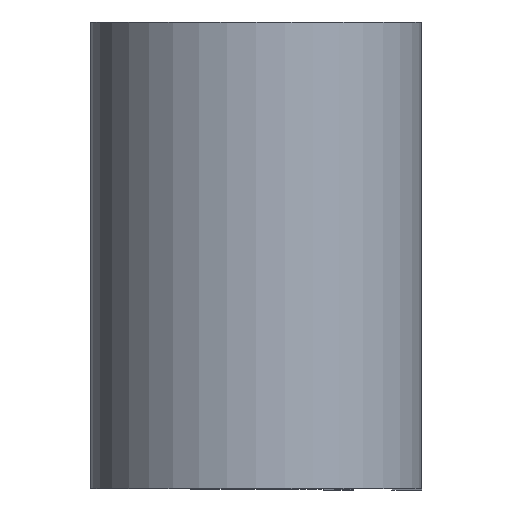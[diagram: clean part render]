
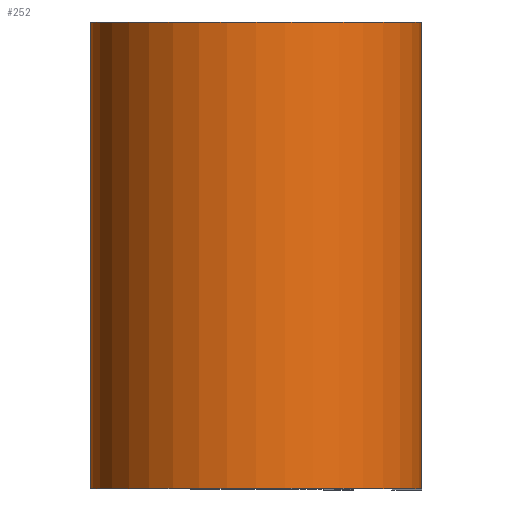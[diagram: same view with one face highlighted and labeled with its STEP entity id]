
A CAD part, top view. The second image highlights one B-rep face of the part: STEP entity #252.
In plain terms, the highlighted cylindrical face has radius 6.769 mm (diameter 13.538 mm), a partial arc.
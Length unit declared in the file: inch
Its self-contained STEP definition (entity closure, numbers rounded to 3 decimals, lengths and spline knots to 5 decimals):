
#12 = CARTESIAN_POINT ( 'NONE',  ( 0., -0.375, 0. ) ) ;
#21 = ORIENTED_EDGE ( 'NONE', *, *, #35, .F. ) ;
#35 = EDGE_CURVE ( 'NONE', #61, #73, #525, .T. ) ;
#36 = CARTESIAN_POINT ( 'NONE',  ( 0., 0.375, -0.2665 ) ) ;
#48 = AXIS2_PLACEMENT_3D ( 'NONE', #338, #322, #388 ) ;
#56 = DIRECTION ( 'NONE',  ( 1., 0., 0. ) ) ;
#61 = VERTEX_POINT ( 'NONE', #307 ) ;
#73 = VERTEX_POINT ( 'NONE', #246 ) ;
#77 = ORIENTED_EDGE ( 'NONE', *, *, #267, .F. ) ;
#79 = CARTESIAN_POINT ( 'NONE',  ( 0., -0.375, -0.2665 ) ) ;
#127 = CIRCLE ( 'NONE', #613, 0.2665 ) ;
#164 = VERTEX_POINT ( 'NONE', #36 ) ;
#246 = CARTESIAN_POINT ( 'NONE',  ( 0.2665, -0.375, 0. ) ) ;
#247 = EDGE_LOOP ( 'NONE', ( #561, #21, #77, #413 ) ) ;
#252 = ADVANCED_FACE ( 'NONE', ( #376 ), #541, .T. ) ;
#267 = EDGE_CURVE ( 'NONE', #164, #61, #127, .T. ) ;
#270 = LINE ( 'NONE', #380, #444 ) ;
#297 = DIRECTION ( 'NONE',  ( 0., 1., 0. ) ) ;
#306 = VERTEX_POINT ( 'NONE', #79 ) ;
#307 = CARTESIAN_POINT ( 'NONE',  ( 0.2665, 0.375, 0. ) ) ;
#310 = AXIS2_PLACEMENT_3D ( 'NONE', #12, #359, #56 ) ;
#322 = DIRECTION ( 'NONE',  ( 0., -1., 0. ) ) ;
#338 = CARTESIAN_POINT ( 'NONE',  ( 0., 0.375, 0. ) ) ;
#347 = CARTESIAN_POINT ( 'NONE',  ( 0., 0.375, 0. ) ) ;
#359 = DIRECTION ( 'NONE',  ( 0., 1., 0. ) ) ;
#376 = FACE_OUTER_BOUND ( 'NONE', #247, .T. ) ;
#377 = DIRECTION ( 'NONE',  ( 0., -1., 0. ) ) ;
#378 = CIRCLE ( 'NONE', #310, 0.2665 ) ;
#380 = CARTESIAN_POINT ( 'NONE',  ( 0., 0.375, -0.2665 ) ) ;
#388 = DIRECTION ( 'NONE',  ( 0., 0., -1. ) ) ;
#413 = ORIENTED_EDGE ( 'NONE', *, *, #415, .T. ) ;
#415 = EDGE_CURVE ( 'NONE', #164, #306, #270, .T. ) ;
#444 = VECTOR ( 'NONE', #377, 39.37008 ) ;
#525 = LINE ( 'NONE', #579, #598 ) ;
#541 = CYLINDRICAL_SURFACE ( 'NONE', #48, 0.2665 ) ;
#558 = DIRECTION ( 'NONE',  ( 0., -1., 0. ) ) ;
#561 = ORIENTED_EDGE ( 'NONE', *, *, #623, .T. ) ;
#564 = DIRECTION ( 'NONE',  ( 1., 0., 0. ) ) ;
#579 = CARTESIAN_POINT ( 'NONE',  ( 0.2665, 0.375, 0. ) ) ;
#598 = VECTOR ( 'NONE', #558, 39.37008 ) ;
#613 = AXIS2_PLACEMENT_3D ( 'NONE', #347, #297, #564 ) ;
#623 = EDGE_CURVE ( 'NONE', #306, #73, #378, .T. ) ;
